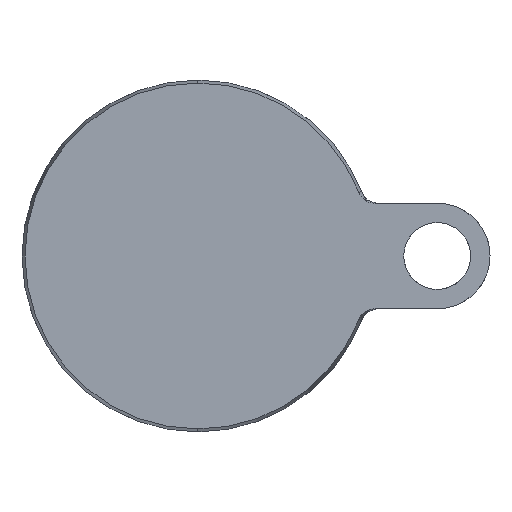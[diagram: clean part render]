
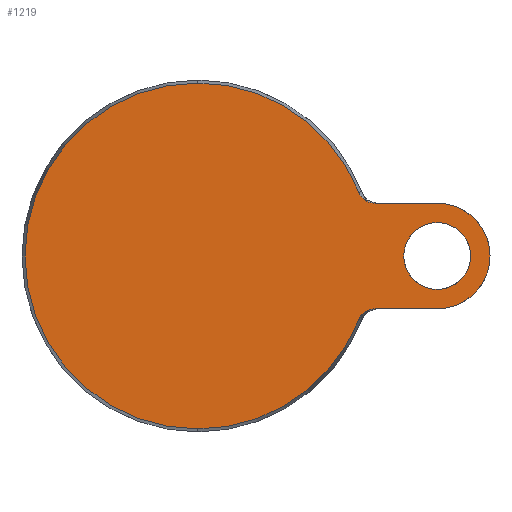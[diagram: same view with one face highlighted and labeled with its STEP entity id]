
A CAD part, front view. The second image highlights one B-rep face of the part: STEP entity #1219.
In plain terms, the highlighted planar face has unit normal (0, -1, 0).
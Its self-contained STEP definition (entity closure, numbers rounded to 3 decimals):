
#12 = CARTESIAN_POINT ( 'NONE',  ( 45.66, 0., 18.169 ) ) ;
#38 = CARTESIAN_POINT ( 'NONE',  ( 45.66, 0., -18.169 ) ) ;
#46 = DIRECTION ( 'NONE',  ( 0., 0., 1. ) ) ;
#50 = VERTEX_POINT ( 'NONE', #83 ) ;
#62 = AXIS2_PLACEMENT_3D ( 'NONE', #803, #279, #46 ) ;
#83 = CARTESIAN_POINT ( 'NONE',  ( 68., 0., 15. ) ) ;
#84 = DIRECTION ( 'NONE',  ( 0., 0., 1. ) ) ;
#88 = VERTEX_POINT ( 'NONE', #316 ) ;
#103 = CARTESIAN_POINT ( 'NONE',  ( 49.86, 0., 15. ) ) ;
#120 = ORIENTED_EDGE ( 'NONE', *, *, #618, .F. ) ;
#128 = B_SPLINE_CURVE_WITH_KNOTS ( 'NONE', 3,
 ( #324, #749, #1178, #1214, #779, #1134, #1208, #468, #1221, #561, #372, #356, #786, #911, #1122, #263 ),
 .UNSPECIFIED., .F., .F.,
 ( 4, 2, 2, 2, 2, 2, 2, 4 ),
 ( 0., 0.001, 0.002, 0.003, 0.004, 0.004, 0.005, 0.006 ),
 .UNSPECIFIED. ) ;
#133 = CARTESIAN_POINT ( 'NONE',  ( 45.848, 0., 17.699 ) ) ;
#169 = EDGE_CURVE ( 'NONE', #1341, #172, #1268, .T. ) ;
#172 = VERTEX_POINT ( 'NONE', #534 ) ;
#179 = EDGE_LOOP ( 'NONE', ( #272, #742 ) ) ;
#186 = CARTESIAN_POINT ( 'NONE',  ( 48.644, 0., 15.292 ) ) ;
#193 = EDGE_CURVE ( 'NONE', #1300, #617, #330, .T. ) ;
#263 = CARTESIAN_POINT ( 'NONE',  ( 50.366, 0., -15. ) ) ;
#272 = ORIENTED_EDGE ( 'NONE', *, *, #374, .T. ) ;
#279 = DIRECTION ( 'NONE',  ( 0., 1., 0. ) ) ;
#290 = CARTESIAN_POINT ( 'NONE',  ( 68., 0., -15. ) ) ;
#297 = CARTESIAN_POINT ( 'NONE',  ( 46.58, 0., 16.677 ) ) ;
#316 = CARTESIAN_POINT ( 'NONE',  ( 0., 0., 49.143 ) ) ;
#320 = CARTESIAN_POINT ( 'NONE',  ( 49.366, 0., 15.074 ) ) ;
#324 = CARTESIAN_POINT ( 'NONE',  ( 45.66, 0., -18.169 ) ) ;
#330 = CIRCLE ( 'NONE', #593, 9.5 ) ;
#332 = DIRECTION ( 'NONE',  ( 1., 0., 0. ) ) ;
#347 = CARTESIAN_POINT ( 'NONE',  ( 68., 0., 0. ) ) ;
#356 = CARTESIAN_POINT ( 'NONE',  ( 49.116, 0., -15.149 ) ) ;
#358 = AXIS2_PLACEMENT_3D ( 'NONE', #452, #1096, #554 ) ;
#363 = CARTESIAN_POINT ( 'NONE',  ( 68., 0., 0. ) ) ;
#372 = CARTESIAN_POINT ( 'NONE',  ( 48.637, 0., -15.295 ) ) ;
#374 = EDGE_CURVE ( 'NONE', #617, #1300, #1090, .T. ) ;
#387 = AXIS2_PLACEMENT_3D ( 'NONE', #695, #583, #84 ) ;
#406 = CARTESIAN_POINT ( 'NONE',  ( 47.322, 0., 16. ) ) ;
#451 = DIRECTION ( 'NONE',  ( 0., 0., -1. ) ) ;
#452 = CARTESIAN_POINT ( 'NONE',  ( 0., 0., 0. ) ) ;
#467 = CARTESIAN_POINT ( 'NONE',  ( 15., 0., 15. ) ) ;
#468 = CARTESIAN_POINT ( 'NONE',  ( 47.73, 0., -15.726 ) ) ;
#472 = FACE_OUTER_BOUND ( 'NONE', #629, .T. ) ;
#492 = ORIENTED_EDGE ( 'NONE', *, *, #1330, .T. ) ;
#520 = CARTESIAN_POINT ( 'NONE',  ( 0., 0., -49.143 ) ) ;
#522 = CIRCLE ( 'NONE', #1288, 49.143 ) ;
#523 = AXIS2_PLACEMENT_3D ( 'NONE', #1001, #892, #451 ) ;
#534 = CARTESIAN_POINT ( 'NONE',  ( 45.66, 0., 18.169 ) ) ;
#540 = VERTEX_POINT ( 'NONE', #520 ) ;
#544 = LINE ( 'NONE', #467, #602 ) ;
#548 = EDGE_CURVE ( 'NONE', #88, #540, #522, .T. ) ;
#554 = DIRECTION ( 'NONE',  ( 0., 0., -1. ) ) ;
#561 = CARTESIAN_POINT ( 'NONE',  ( 48.405, 0., -15.385 ) ) ;
#570 = CIRCLE ( 'NONE', #358, 49.143 ) ;
#583 = DIRECTION ( 'NONE',  ( 0., 1., 0. ) ) ;
#593 = AXIS2_PLACEMENT_3D ( 'NONE', #347, #881, #1293 ) ;
#602 = VECTOR ( 'NONE', #332, 1000. ) ;
#606 = ORIENTED_EDGE ( 'NONE', *, *, #1353, .F. ) ;
#610 = CARTESIAN_POINT ( 'NONE',  ( 48.407, 0., 15.384 ) ) ;
#617 = VERTEX_POINT ( 'NONE', #1085 ) ;
#618 = EDGE_CURVE ( 'NONE', #1195, #717, #745, .T. ) ;
#624 = CARTESIAN_POINT ( 'NONE',  ( 50.366, 0., 15. ) ) ;
#629 = EDGE_LOOP ( 'NONE', ( #633, #1131, #755, #1048, #492, #1021, #120, #606 ) ) ;
#633 = ORIENTED_EDGE ( 'NONE', *, *, #1371, .F. ) ;
#635 = DIRECTION ( 'NONE',  ( -1., 0., 0. ) ) ;
#652 = EDGE_CURVE ( 'NONE', #772, #717, #128, .T. ) ;
#679 = DIRECTION ( 'NONE',  ( 0., 0., -1. ) ) ;
#692 = CARTESIAN_POINT ( 'NONE',  ( 50.366, 0., -15. ) ) ;
#695 = CARTESIAN_POINT ( 'NONE',  ( -49.143, 0., 0. ) ) ;
#717 = VERTEX_POINT ( 'NONE', #692 ) ;
#742 = ORIENTED_EDGE ( 'NONE', *, *, #193, .T. ) ;
#745 = LINE ( 'NONE', #1306, #844 ) ;
#749 = CARTESIAN_POINT ( 'NONE',  ( 45.848, 0., -17.699 ) ) ;
#755 = ORIENTED_EDGE ( 'NONE', *, *, #1056, .T. ) ;
#772 = VERTEX_POINT ( 'NONE', #38 ) ;
#779 = CARTESIAN_POINT ( 'NONE',  ( 46.749, 0., -16.497 ) ) ;
#785 = DIRECTION ( 'NONE',  ( 0., 1., 0. ) ) ;
#786 = CARTESIAN_POINT ( 'NONE',  ( 49.363, 0., -15.093 ) ) ;
#803 = CARTESIAN_POINT ( 'NONE',  ( 68., 0., 0. ) ) ;
#832 = CARTESIAN_POINT ( 'NONE',  ( 46.751, 0., 16.495 ) ) ;
#844 = VECTOR ( 'NONE', #635, 1000. ) ;
#881 = DIRECTION ( 'NONE',  ( 0., 1., 0. ) ) ;
#892 = DIRECTION ( 'NONE',  ( 0., -1., 0. ) ) ;
#907 = FACE_BOUND ( 'NONE', #179, .T. ) ;
#911 = CARTESIAN_POINT ( 'NONE',  ( 49.862, 0., -15.019 ) ) ;
#935 = CARTESIAN_POINT ( 'NONE',  ( 47.738, 0., 15.721 ) ) ;
#996 = CARTESIAN_POINT ( 'NONE',  ( 50.366, 0., 15. ) ) ;
#1001 = CARTESIAN_POINT ( 'NONE',  ( 0., 0., 0. ) ) ;
#1021 = ORIENTED_EDGE ( 'NONE', *, *, #652, .T. ) ;
#1040 = DIRECTION ( 'NONE',  ( 0., -1., 0. ) ) ;
#1042 = CARTESIAN_POINT ( 'NONE',  ( 47.955, 0., 15.598 ) ) ;
#1048 = ORIENTED_EDGE ( 'NONE', *, *, #548, .T. ) ;
#1056 = EDGE_CURVE ( 'NONE', #172, #88, #1092, .T. ) ;
#1085 = CARTESIAN_POINT ( 'NONE',  ( 68., 0., -9.5 ) ) ;
#1090 = CIRCLE ( 'NONE', #62, 9.5 ) ;
#1092 = CIRCLE ( 'NONE', #523, 49.143 ) ;
#1096 = DIRECTION ( 'NONE',  ( 0., -1., 0. ) ) ;
#1119 = CIRCLE ( 'NONE', #1345, 15. ) ;
#1122 = CARTESIAN_POINT ( 'NONE',  ( 50.113, 0., -15. ) ) ;
#1131 = ORIENTED_EDGE ( 'NONE', *, *, #169, .T. ) ;
#1134 = CARTESIAN_POINT ( 'NONE',  ( 47.118, 0., -16.16 ) ) ;
#1149 = CARTESIAN_POINT ( 'NONE',  ( 46.108, 0., 17.258 ) ) ;
#1178 = CARTESIAN_POINT ( 'NONE',  ( 46.1, 0., -17.269 ) ) ;
#1195 = VERTEX_POINT ( 'NONE', #290 ) ;
#1208 = CARTESIAN_POINT ( 'NONE',  ( 47.314, 0., -16.005 ) ) ;
#1214 = CARTESIAN_POINT ( 'NONE',  ( 46.575, 0., -16.681 ) ) ;
#1219 = ADVANCED_FACE ( 'NONE', ( #472, #907 ), #1336, .F. ) ;
#1221 = CARTESIAN_POINT ( 'NONE',  ( 47.952, 0., -15.6 ) ) ;
#1268 = B_SPLINE_CURVE_WITH_KNOTS ( 'NONE', 3,
 ( #624, #103, #320, #186, #610, #1042, #935, #406, #1364, #832, #297, #1149, #133, #12 ),
 .UNSPECIFIED., .F., .F.,
 ( 4, 2, 2, 2, 2, 2, 4 ),
 ( 0., 0.001, 0.002, 0.003, 0.004, 0.004, 0.006 ),
 .UNSPECIFIED. ) ;
#1288 = AXIS2_PLACEMENT_3D ( 'NONE', #1374, #1040, #1357 ) ;
#1293 = DIRECTION ( 'NONE',  ( 0., 0., 1. ) ) ;
#1300 = VERTEX_POINT ( 'NONE', #1311 ) ;
#1306 = CARTESIAN_POINT ( 'NONE',  ( 15., 0., -15. ) ) ;
#1311 = CARTESIAN_POINT ( 'NONE',  ( 68., 0., 9.5 ) ) ;
#1330 = EDGE_CURVE ( 'NONE', #540, #772, #570, .T. ) ;
#1336 = PLANE ( 'NONE',  #387 ) ;
#1341 = VERTEX_POINT ( 'NONE', #996 ) ;
#1345 = AXIS2_PLACEMENT_3D ( 'NONE', #363, #785, #679 ) ;
#1353 = EDGE_CURVE ( 'NONE', #50, #1195, #1119, .T. ) ;
#1357 = DIRECTION ( 'NONE',  ( 0., 0., -1. ) ) ;
#1364 = CARTESIAN_POINT ( 'NONE',  ( 47.122, 0., 16.157 ) ) ;
#1371 = EDGE_CURVE ( 'NONE', #1341, #50, #544, .T. ) ;
#1374 = CARTESIAN_POINT ( 'NONE',  ( 0., 0., 0. ) ) ;
